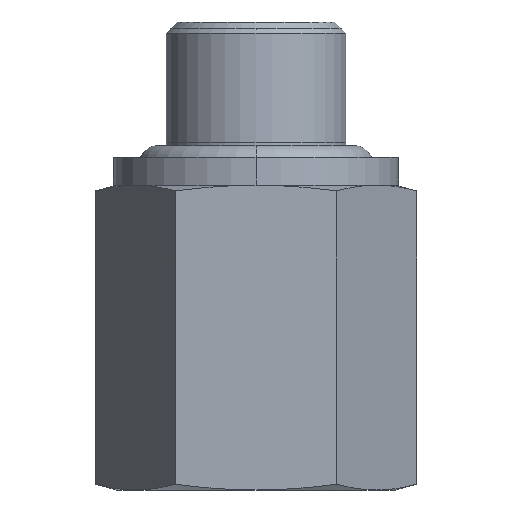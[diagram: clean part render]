
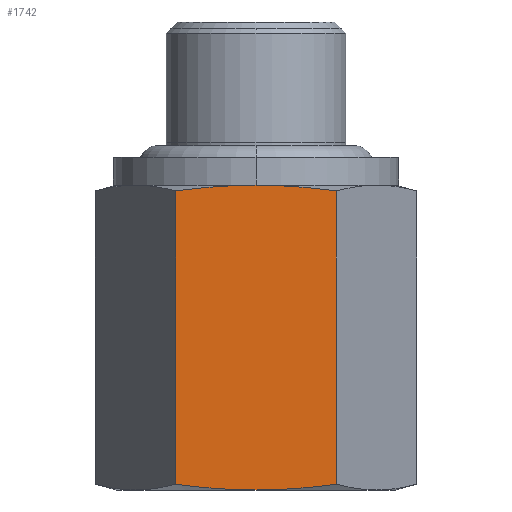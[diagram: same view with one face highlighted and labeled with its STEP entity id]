
A CAD part, left-side view. The second image highlights one B-rep face of the part: STEP entity #1742.
In plain terms, the highlighted planar face has unit normal (-1, 0, 0).
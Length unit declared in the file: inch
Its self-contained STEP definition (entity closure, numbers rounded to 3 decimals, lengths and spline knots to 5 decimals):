
#592=CARTESIAN_POINT('',(-0.375,0.,-0.62992));
#593=CARTESIAN_POINT('',(-0.375,-0.01207,-0.62992));
#594=CARTESIAN_POINT('',(-0.375,-0.03617,-0.62961));
#595=CARTESIAN_POINT('',(-0.375,-0.07216,-0.62822));
#596=CARTESIAN_POINT('',(-0.375,-0.10801,-0.62597));
#597=CARTESIAN_POINT('',(-0.375,-0.14375,-0.62292));
#598=CARTESIAN_POINT('',(-0.375,-0.17971,-0.61909));
#599=CARTESIAN_POINT('',(-0.375,-0.20418,-0.61603));
#600=CARTESIAN_POINT('',(-0.375,-0.21651,-0.61438));
#612=DIRECTION('',(0.,0.,-1.));
#613=VECTOR('',#612,0.78953);
#614=CARTESIAN_POINT('',(-0.375,-0.21651,0.17516));
#615=LINE('',#614,#613);
#631=CARTESIAN_POINT('',(-0.375,-0.21651,0.17516));
#632=CARTESIAN_POINT('',(-0.375,-0.20418,0.17681));
#633=CARTESIAN_POINT('',(-0.375,-0.17971,0.17987));
#634=CARTESIAN_POINT('',(-0.375,-0.14375,0.18369));
#635=CARTESIAN_POINT('',(-0.375,-0.10801,0.18675));
#636=CARTESIAN_POINT('',(-0.375,-0.07216,0.189));
#637=CARTESIAN_POINT('',(-0.375,-0.03617,0.19039));
#638=CARTESIAN_POINT('',(-0.375,-0.01207,
0.1907));
#639=CARTESIAN_POINT('',(-0.375,0.,0.1907));
#651=CARTESIAN_POINT('',(-0.375,0.21651,-0.61438));
#652=CARTESIAN_POINT('',(-0.375,0.20418,-0.61603));
#653=CARTESIAN_POINT('',(-0.375,0.17971,-0.61909));
#654=CARTESIAN_POINT('',(-0.375,0.14375,-0.62292));
#655=CARTESIAN_POINT('',(-0.375,0.10801,-0.62597));
#656=CARTESIAN_POINT('',(-0.375,0.07216,-0.62822));
#657=CARTESIAN_POINT('',(-0.375,0.03617,-0.62961));
#658=CARTESIAN_POINT('',(-0.375,0.01207,-0.62992));
#659=CARTESIAN_POINT('',(-0.375,0.,-0.62992));
#661=DIRECTION('',(0.,0.,-1.));
#662=VECTOR('',#661,0.78953);
#663=CARTESIAN_POINT('',(-0.375,0.21651,0.17516));
#664=LINE('',#663,#662);
#670=CARTESIAN_POINT('',(-0.375,0.,0.1907));
#671=CARTESIAN_POINT('',(-0.375,0.01207,
0.1907));
#672=CARTESIAN_POINT('',(-0.375,0.03617,0.19039));
#673=CARTESIAN_POINT('',(-0.375,0.07216,0.189));
#674=CARTESIAN_POINT('',(-0.375,0.10801,0.18675));
#675=CARTESIAN_POINT('',(-0.375,0.14375,0.18369));
#676=CARTESIAN_POINT('',(-0.375,0.17971,0.17987));
#677=CARTESIAN_POINT('',(-0.375,0.20418,0.17681));
#678=CARTESIAN_POINT('',(-0.375,0.21651,0.17516));
#721=CARTESIAN_POINT('',(-0.375,0.,-0.62992));
#722=VERTEX_POINT('',#721);
#735=CARTESIAN_POINT('',(-0.375,-0.21651,0.17516));
#736=CARTESIAN_POINT('',(-0.375,-0.21651,-0.61438));
#737=VERTEX_POINT('',#735);
#738=VERTEX_POINT('',#736);
#739=VERTEX_POINT('',#651);
#740=CARTESIAN_POINT('',(-0.375,0.21651,0.17516));
#741=VERTEX_POINT('',#740);
#818=CARTESIAN_POINT('',(-0.375,0.,0.1907));
#819=VERTEX_POINT('',#818);
#1725=CARTESIAN_POINT('',(-0.375,0.21651,-0.62992));
#1726=DIRECTION('',(-1.,0.,0.));
#1727=DIRECTION('',(0.,-1.,0.));
#1728=AXIS2_PLACEMENT_3D('',#1725,#1726,#1727);
#1729=PLANE('',#1728);
#1731=ORIENTED_EDGE('',*,*,#1730,.F.);
#1732=ORIENTED_EDGE('',*,*,#1692,.T.);
#1733=ORIENTED_EDGE('',*,*,#1712,.F.);
#1735=ORIENTED_EDGE('',*,*,#1734,.F.);
#1737=ORIENTED_EDGE('',*,*,#1736,.F.);
#1739=ORIENTED_EDGE('',*,*,#1738,.F.);
#1740=EDGE_LOOP('',(#1731,#1732,#1733,#1735,#1737,#1739));
#1741=FACE_OUTER_BOUND('',#1740,.F.);
#1742=ADVANCED_FACE('',(#1741),#1729,.T.);
#601=B_SPLINE_CURVE_WITH_KNOTS('',3,(#592,#593,#594,#595,#596,#597,#598,#599,
#600),.UNSPECIFIED.,.F.,.F.,(4,1,1,1,1,1,4),(0.,0.16667,
0.33333,0.5,0.66667,0.83333,1.),
.UNSPECIFIED.);
#640=B_SPLINE_CURVE_WITH_KNOTS('',3,(#631,#632,#633,#634,#635,#636,#637,#638,
#639),.UNSPECIFIED.,.F.,.F.,(4,1,1,1,1,1,4),(0.,0.16667,
0.33333,0.5,0.66667,0.83333,1.),
.UNSPECIFIED.);
#660=B_SPLINE_CURVE_WITH_KNOTS('',3,(#651,#652,#653,#654,#655,#656,#657,#658,
#659),.UNSPECIFIED.,.F.,.F.,(4,1,1,1,1,1,4),(0.,0.16667,
0.33333,0.5,0.66667,0.83333,1.),
.UNSPECIFIED.);
#679=B_SPLINE_CURVE_WITH_KNOTS('',3,(#670,#671,#672,#673,#674,#675,#676,#677,
#678),.UNSPECIFIED.,.F.,.F.,(4,1,1,1,1,1,4),(0.,0.16667,
0.33333,0.5,0.66667,0.83333,1.),
.UNSPECIFIED.);
#1692=EDGE_CURVE('',#737,#738,#615,.T.);
#1712=EDGE_CURVE('',#722,#738,#601,.T.);
#1730=EDGE_CURVE('',#737,#819,#640,.T.);
#1734=EDGE_CURVE('',#739,#722,#660,.T.);
#1736=EDGE_CURVE('',#741,#739,#664,.T.);
#1738=EDGE_CURVE('',#819,#741,#679,.T.);
